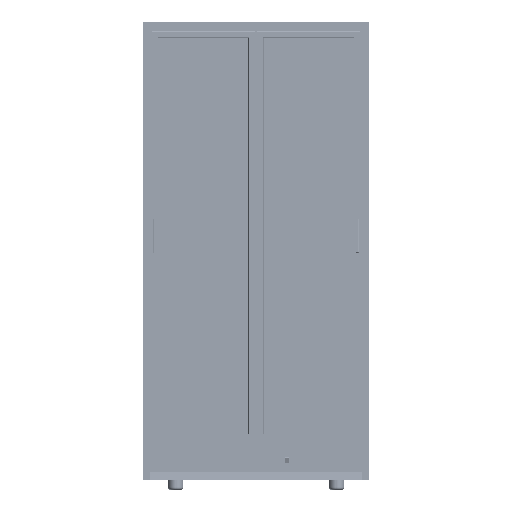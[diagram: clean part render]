
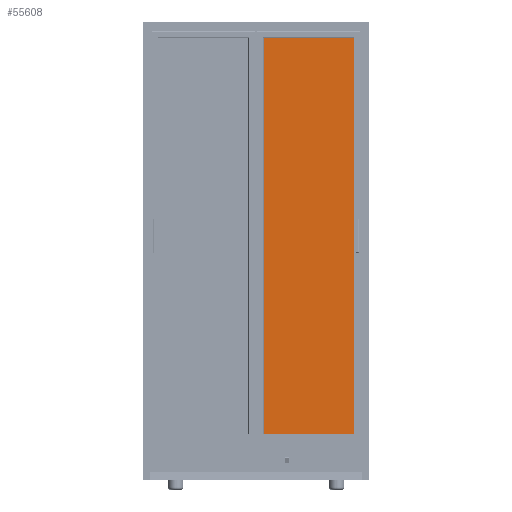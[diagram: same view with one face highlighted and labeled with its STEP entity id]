
A CAD part, top view. The second image highlights one B-rep face of the part: STEP entity #55608.
In plain terms, the highlighted face is planar.
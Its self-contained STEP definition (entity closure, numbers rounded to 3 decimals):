
#9076 = VERTEX_POINT ( 'NONE', #14004 ) ;
#9410 = ORIENTED_EDGE ( 'NONE', *, *, #80391, .T. ) ;
#11752 = VECTOR ( 'NONE', #26499, 1000. ) ;
#13500 = CARTESIAN_POINT ( 'NONE',  ( 4., -1596., 0. ) ) ;
#14004 = CARTESIAN_POINT ( 'NONE',  ( 4., 0., -381. ) ) ;
#23330 = VECTOR ( 'NONE', #70643, 1000. ) ;
#26332 = CARTESIAN_POINT ( 'NONE',  ( 4., -1596., 0. ) ) ;
#26499 = DIRECTION ( 'NONE',  ( 0., 0., 1. ) ) ;
#30953 = EDGE_CURVE ( 'NONE', #55629, #102382, #102552, .T. ) ;
#33284 = VERTEX_POINT ( 'NONE', #104510 ) ;
#33515 = EDGE_LOOP ( 'NONE', ( #9410, #109213, #50683, #92540 ) ) ;
#35530 = CARTESIAN_POINT ( 'NONE',  ( 4., 0., 0. ) ) ;
#36657 = DIRECTION ( 'NONE',  ( 1., 0., 0. ) ) ;
#38225 = CARTESIAN_POINT ( 'NONE',  ( 4., -1596., 0. ) ) ;
#46315 = PLANE ( 'NONE',  #114831 ) ;
#46700 = CARTESIAN_POINT ( 'NONE',  ( 4., 0., 0. ) ) ;
#49615 = EDGE_CURVE ( 'NONE', #102382, #9076, #101576, .T. ) ;
#50683 = ORIENTED_EDGE ( 'NONE', *, *, #49615, .T. ) ;
#54114 = DIRECTION ( 'NONE',  ( 0., 0., -1. ) ) ;
#55608 = ADVANCED_FACE ( 'NONE', ( #85056 ), #46315, .T. ) ;
#55629 = VERTEX_POINT ( 'NONE', #38225 ) ;
#55988 = EDGE_CURVE ( 'NONE', #9076, #33284, #103935, .T. ) ;
#56077 = CARTESIAN_POINT ( 'NONE',  ( 4., -1596., -381. ) ) ;
#66697 = DIRECTION ( 'NONE',  ( 0., -1., 0. ) ) ;
#70643 = DIRECTION ( 'NONE',  ( 0., 1., 0. ) ) ;
#75604 = VECTOR ( 'NONE', #54114, 1000. ) ;
#75750 = LINE ( 'NONE', #46700, #95239 ) ;
#77269 = DIRECTION ( 'NONE',  ( 0., 0., -1. ) ) ;
#80391 = EDGE_CURVE ( 'NONE', #33284, #55629, #75750, .T. ) ;
#85056 = FACE_OUTER_BOUND ( 'NONE', #33515, .T. ) ;
#92540 = ORIENTED_EDGE ( 'NONE', *, *, #55988, .T. ) ;
#93156 = CARTESIAN_POINT ( 'NONE',  ( 4., 0., -381. ) ) ;
#95239 = VECTOR ( 'NONE', #66697, 1000. ) ;
#101576 = LINE ( 'NONE', #93156, #23330 ) ;
#102382 = VERTEX_POINT ( 'NONE', #56077 ) ;
#102552 = LINE ( 'NONE', #13500, #75604 ) ;
#103935 = LINE ( 'NONE', #35530, #11752 ) ;
#104510 = CARTESIAN_POINT ( 'NONE',  ( 4., 0., 0. ) ) ;
#109213 = ORIENTED_EDGE ( 'NONE', *, *, #30953, .T. ) ;
#114831 = AXIS2_PLACEMENT_3D ( 'NONE', #26332, #36657, #77269 ) ;
